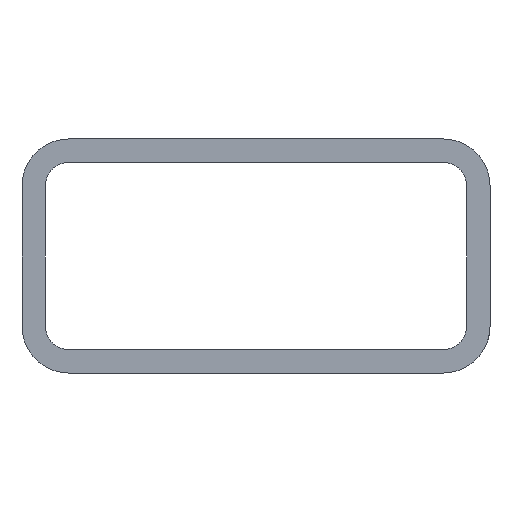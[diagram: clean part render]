
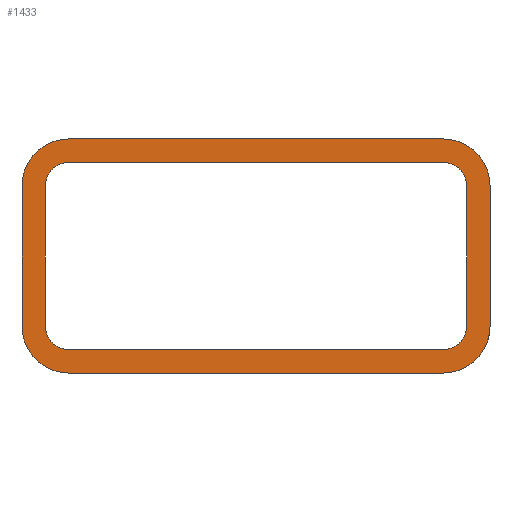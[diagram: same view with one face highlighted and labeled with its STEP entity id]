
A CAD part, front view. The second image highlights one B-rep face of the part: STEP entity #1433.
In plain terms, the highlighted planar face has unit normal (0, -1, 0).
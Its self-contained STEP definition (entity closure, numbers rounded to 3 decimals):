
#10 = VERTEX_POINT ( 'NONE', #2944 ) ;
#14 = EDGE_CURVE ( 'NONE', #1734, #2866, #3249, .T. ) ;
#16 = CARTESIAN_POINT ( 'NONE',  ( 43., 1913., -31.25 ) ) ;
#122 = LINE ( 'NONE', #1564, #712 ) ;
#145 = LINE ( 'NONE', #2718, #480 ) ;
#192 = AXIS2_PLACEMENT_3D ( 'NONE', #1670, #509, #3170 ) ;
#228 = AXIS2_PLACEMENT_3D ( 'NONE', #1285, #3304, #894 ) ;
#235 = DIRECTION ( 'NONE',  ( 0., 0., -1. ) ) ;
#241 = VERTEX_POINT ( 'NONE', #1059 ) ;
#269 = DIRECTION ( 'NONE',  ( 1., 0., 0. ) ) ;
#345 = CARTESIAN_POINT ( 'NONE',  ( 46., 1913., -31.25 ) ) ;
#382 = CIRCLE ( 'NONE', #2488, 6. ) ;
#430 = DIRECTION ( 'NONE',  ( 0., 0., 1. ) ) ;
#480 = VECTOR ( 'NONE', #742, 1000. ) ;
#509 = DIRECTION ( 'NONE',  ( 0., -1., 0. ) ) ;
#527 = VERTEX_POINT ( 'NONE', #16 ) ;
#555 = VERTEX_POINT ( 'NONE', #634 ) ;
#592 = DIRECTION ( 'NONE',  ( 0., -1., 0. ) ) ;
#594 = AXIS2_PLACEMENT_3D ( 'NONE', #345, #592, #2083 ) ;
#634 = CARTESIAN_POINT ( 'NONE',  ( 40., 1913., -31.25 ) ) ;
#649 = CARTESIAN_POINT ( 'NONE',  ( 100., 1913., -13.25 ) ) ;
#657 = CIRCLE ( 'NONE', #594, 6. ) ;
#672 = EDGE_CURVE ( 'NONE', #1600, #1533, #2226, .T. ) ;
#679 = VECTOR ( 'NONE', #3157, 1000. ) ;
#680 = EDGE_CURVE ( 'NONE', #1008, #3083, #2283, .T. ) ;
#685 = VERTEX_POINT ( 'NONE', #1441 ) ;
#711 = LINE ( 'NONE', #2386, #3577 ) ;
#712 = VECTOR ( 'NONE', #2982, 1000. ) ;
#742 = DIRECTION ( 'NONE',  ( -1., 0., 0. ) ) ;
#778 = LINE ( 'NONE', #1334, #1585 ) ;
#878 = DIRECTION ( 'NONE',  ( 0., -1., 0. ) ) ;
#894 = DIRECTION ( 'NONE',  ( 0., 0., -1. ) ) ;
#983 = DIRECTION ( 'NONE',  ( 0., 0., -1. ) ) ;
#1008 = VERTEX_POINT ( 'NONE', #1964 ) ;
#1059 = CARTESIAN_POINT ( 'NONE',  ( 97., 1913., -31.25 ) ) ;
#1131 = AXIS2_PLACEMENT_3D ( 'NONE', #1359, #3384, #1393 ) ;
#1132 = FACE_OUTER_BOUND ( 'NONE', #2843, .T. ) ;
#1154 = PLANE ( 'NONE',  #1269 ) ;
#1167 = VERTEX_POINT ( 'NONE', #1229 ) ;
#1211 = VERTEX_POINT ( 'NONE', #2193 ) ;
#1216 = CARTESIAN_POINT ( 'NONE',  ( 94., 1913., -13.25 ) ) ;
#1229 = CARTESIAN_POINT ( 'NONE',  ( 46., 1913., -34.25 ) ) ;
#1240 = DIRECTION ( 'NONE',  ( 0., 0., 1. ) ) ;
#1245 = CARTESIAN_POINT ( 'NONE',  ( 46., 1913., -13.25 ) ) ;
#1249 = EDGE_LOOP ( 'NONE', ( #1895, #1408, #1549, #3680, #2523, #2324, #1881, #2912 ) ) ;
#1269 = AXIS2_PLACEMENT_3D ( 'NONE', #1727, #1689, #235 ) ;
#1281 = EDGE_CURVE ( 'NONE', #10, #1734, #145, .T. ) ;
#1285 = CARTESIAN_POINT ( 'NONE',  ( 46., 1913., -13.25 ) ) ;
#1295 = DIRECTION ( 'NONE',  ( 0., -1., 0. ) ) ;
#1300 = LINE ( 'NONE', #3550, #1514 ) ;
#1334 = CARTESIAN_POINT ( 'NONE',  ( 40., 1913., -13.25 ) ) ;
#1359 = CARTESIAN_POINT ( 'NONE',  ( 94., 1913., -13.25 ) ) ;
#1375 = CARTESIAN_POINT ( 'NONE',  ( 46., 1913., -7.25 ) ) ;
#1393 = DIRECTION ( 'NONE',  ( 0., 0., -1. ) ) ;
#1404 = CARTESIAN_POINT ( 'NONE',  ( 94., 1913., -31.25 ) ) ;
#1408 = ORIENTED_EDGE ( 'NONE', *, *, #2751, .F. ) ;
#1433 = ADVANCED_FACE ( 'NONE', ( #3745, #1132 ), #1154, .T. ) ;
#1441 = CARTESIAN_POINT ( 'NONE',  ( 46., 1913., -37.25 ) ) ;
#1514 = VECTOR ( 'NONE', #430, 1000. ) ;
#1533 = VERTEX_POINT ( 'NONE', #2671 ) ;
#1549 = ORIENTED_EDGE ( 'NONE', *, *, #3754, .F. ) ;
#1564 = CARTESIAN_POINT ( 'NONE',  ( 43., 1913., -31.25 ) ) ;
#1585 = VECTOR ( 'NONE', #2158, 1000. ) ;
#1597 = EDGE_CURVE ( 'NONE', #3083, #527, #122, .T. ) ;
#1600 = VERTEX_POINT ( 'NONE', #3633 ) ;
#1670 = CARTESIAN_POINT ( 'NONE',  ( 94., 1913., -31.25 ) ) ;
#1689 = DIRECTION ( 'NONE',  ( 0., -1., 0. ) ) ;
#1693 = CARTESIAN_POINT ( 'NONE',  ( 94., 1913., -34.25 ) ) ;
#1699 = CARTESIAN_POINT ( 'NONE',  ( 94., 1913., -10.25 ) ) ;
#1706 = LINE ( 'NONE', #2855, #1726 ) ;
#1726 = VECTOR ( 'NONE', #269, 1000. ) ;
#1727 = CARTESIAN_POINT ( 'NONE',  ( 46., 1913., -13.25 ) ) ;
#1734 = VERTEX_POINT ( 'NONE', #1375 ) ;
#1738 = DIRECTION ( 'NONE',  ( 0., 0., -1. ) ) ;
#1796 = AXIS2_PLACEMENT_3D ( 'NONE', #1245, #2414, #3522 ) ;
#1803 = EDGE_CURVE ( 'NONE', #3374, #1211, #2758, .T. ) ;
#1813 = ORIENTED_EDGE ( 'NONE', *, *, #3571, .T. ) ;
#1821 = ORIENTED_EDGE ( 'NONE', *, *, #2311, .T. ) ;
#1824 = CIRCLE ( 'NONE', #192, 3. ) ;
#1850 = EDGE_CURVE ( 'NONE', #685, #1600, #1706, .T. ) ;
#1881 = ORIENTED_EDGE ( 'NONE', *, *, #680, .F. ) ;
#1895 = ORIENTED_EDGE ( 'NONE', *, *, #1803, .F. ) ;
#1897 = CARTESIAN_POINT ( 'NONE',  ( 46., 1913., -31.25 ) ) ;
#1964 = CARTESIAN_POINT ( 'NONE',  ( 46., 1913., -10.25 ) ) ;
#1986 = EDGE_CURVE ( 'NONE', #555, #685, #657, .T. ) ;
#2022 = ORIENTED_EDGE ( 'NONE', *, *, #2775, .T. ) ;
#2083 = DIRECTION ( 'NONE',  ( 0., 0., -1. ) ) ;
#2158 = DIRECTION ( 'NONE',  ( 0., 0., -1. ) ) ;
#2164 = CARTESIAN_POINT ( 'NONE',  ( 94., 1913., -34.25 ) ) ;
#2193 = CARTESIAN_POINT ( 'NONE',  ( 94., 1913., -10.25 ) ) ;
#2226 = CIRCLE ( 'NONE', #3320, 6. ) ;
#2283 = CIRCLE ( 'NONE', #228, 3. ) ;
#2311 = EDGE_CURVE ( 'NONE', #3019, #10, #382, .T. ) ;
#2324 = ORIENTED_EDGE ( 'NONE', *, *, #1597, .F. ) ;
#2327 = CARTESIAN_POINT ( 'NONE',  ( 40., 1913., -13.25 ) ) ;
#2386 = CARTESIAN_POINT ( 'NONE',  ( 97., 1913., -13.25 ) ) ;
#2414 = DIRECTION ( 'NONE',  ( 0., -1., 0. ) ) ;
#2488 = AXIS2_PLACEMENT_3D ( 'NONE', #1216, #878, #1738 ) ;
#2523 = ORIENTED_EDGE ( 'NONE', *, *, #3660, .F. ) ;
#2538 = AXIS2_PLACEMENT_3D ( 'NONE', #1897, #1295, #3296 ) ;
#2547 = DIRECTION ( 'NONE',  ( 0., -1., 0. ) ) ;
#2600 = ORIENTED_EDGE ( 'NONE', *, *, #1986, .T. ) ;
#2661 = VECTOR ( 'NONE', #3100, 1000. ) ;
#2671 = CARTESIAN_POINT ( 'NONE',  ( 100., 1913., -31.25 ) ) ;
#2718 = CARTESIAN_POINT ( 'NONE',  ( 46., 1913., -7.25 ) ) ;
#2733 = VERTEX_POINT ( 'NONE', #2164 ) ;
#2751 = EDGE_CURVE ( 'NONE', #241, #3374, #711, .T. ) ;
#2758 = CIRCLE ( 'NONE', #1131, 3. ) ;
#2775 = EDGE_CURVE ( 'NONE', #1533, #3019, #1300, .T. ) ;
#2791 = ORIENTED_EDGE ( 'NONE', *, *, #14, .T. ) ;
#2843 = EDGE_LOOP ( 'NONE', ( #2791, #1813, #2600, #3179, #3694, #2022, #1821, #3237 ) ) ;
#2855 = CARTESIAN_POINT ( 'NONE',  ( 46., 1913., -37.25 ) ) ;
#2866 = VERTEX_POINT ( 'NONE', #2327 ) ;
#2912 = ORIENTED_EDGE ( 'NONE', *, *, #3315, .F. ) ;
#2944 = CARTESIAN_POINT ( 'NONE',  ( 94., 1913., -7.25 ) ) ;
#2982 = DIRECTION ( 'NONE',  ( 0., 0., -1. ) ) ;
#3019 = VERTEX_POINT ( 'NONE', #649 ) ;
#3083 = VERTEX_POINT ( 'NONE', #3300 ) ;
#3093 = CIRCLE ( 'NONE', #2538, 3. ) ;
#3100 = DIRECTION ( 'NONE',  ( 1., 0., 0. ) ) ;
#3122 = LINE ( 'NONE', #1699, #679 ) ;
#3138 = CARTESIAN_POINT ( 'NONE',  ( 97., 1913., -13.25 ) ) ;
#3157 = DIRECTION ( 'NONE',  ( -1., 0., 0. ) ) ;
#3170 = DIRECTION ( 'NONE',  ( 0., 0., -1. ) ) ;
#3179 = ORIENTED_EDGE ( 'NONE', *, *, #1850, .T. ) ;
#3237 = ORIENTED_EDGE ( 'NONE', *, *, #1281, .T. ) ;
#3249 = CIRCLE ( 'NONE', #1796, 6. ) ;
#3296 = DIRECTION ( 'NONE',  ( 0., 0., -1. ) ) ;
#3300 = CARTESIAN_POINT ( 'NONE',  ( 43., 1913., -13.25 ) ) ;
#3304 = DIRECTION ( 'NONE',  ( 0., -1., 0. ) ) ;
#3315 = EDGE_CURVE ( 'NONE', #1211, #1008, #3122, .T. ) ;
#3320 = AXIS2_PLACEMENT_3D ( 'NONE', #1404, #2547, #983 ) ;
#3374 = VERTEX_POINT ( 'NONE', #3138 ) ;
#3384 = DIRECTION ( 'NONE',  ( 0., -1., 0. ) ) ;
#3522 = DIRECTION ( 'NONE',  ( 0., 0., -1. ) ) ;
#3550 = CARTESIAN_POINT ( 'NONE',  ( 100., 1913., -31.25 ) ) ;
#3571 = EDGE_CURVE ( 'NONE', #2866, #555, #778, .T. ) ;
#3577 = VECTOR ( 'NONE', #1240, 1000. ) ;
#3633 = CARTESIAN_POINT ( 'NONE',  ( 94., 1913., -37.25 ) ) ;
#3660 = EDGE_CURVE ( 'NONE', #527, #1167, #3093, .T. ) ;
#3680 = ORIENTED_EDGE ( 'NONE', *, *, #3721, .F. ) ;
#3694 = ORIENTED_EDGE ( 'NONE', *, *, #672, .T. ) ;
#3721 = EDGE_CURVE ( 'NONE', #1167, #2733, #3749, .T. ) ;
#3745 = FACE_BOUND ( 'NONE', #1249, .T. ) ;
#3749 = LINE ( 'NONE', #1693, #2661 ) ;
#3754 = EDGE_CURVE ( 'NONE', #2733, #241, #1824, .T. ) ;
